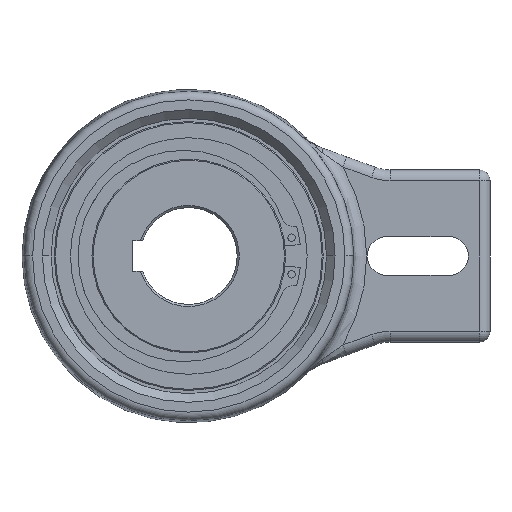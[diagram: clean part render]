
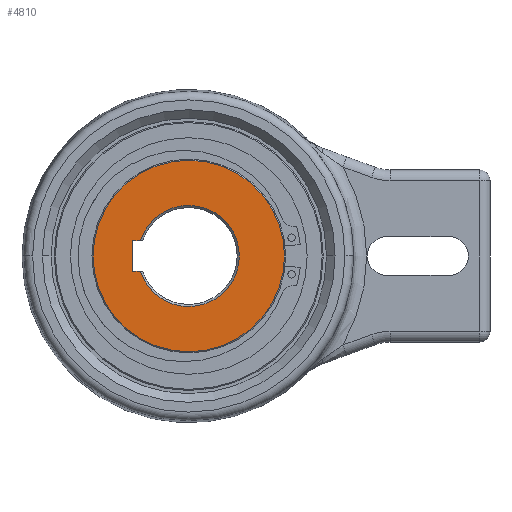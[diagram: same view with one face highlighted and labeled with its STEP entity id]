
A CAD part, left-side view. The second image highlights one B-rep face of the part: STEP entity #4810.
In plain terms, the highlighted planar face has unit normal (-1, 0, 0).
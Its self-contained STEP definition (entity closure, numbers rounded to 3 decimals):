
#2977=CARTESIAN_POINT('',(-27.,0.,0.));
#2978=DIRECTION('',(1.,0.,0.));
#2979=DIRECTION('',(0.,-1.,0.));
#2980=AXIS2_PLACEMENT_3D('',#2977,#2978,#2979);
#2982=CARTESIAN_POINT('',(-27.,0.,0.));
#2983=DIRECTION('',(1.,0.,0.));
#2984=DIRECTION('',(0.,0.,-1.));
#2985=AXIS2_PLACEMENT_3D('',#2982,#2983,#2984);
#2987=CARTESIAN_POINT('',(-27.,0.,0.));
#2988=DIRECTION('',(1.,0.,0.));
#2989=DIRECTION('',(0.,1.,0.));
#2990=AXIS2_PLACEMENT_3D('',#2987,#2988,#2989);
#2992=CARTESIAN_POINT('',(-27.,0.,0.));
#2993=DIRECTION('',(1.,0.,0.));
#2994=DIRECTION('',(0.,0.,1.));
#2995=AXIS2_PLACEMENT_3D('',#2992,#2993,#2994);
#2997=DIRECTION('',(0.,1.,0.));
#2998=VECTOR('',#2997,3.707);
#2999=CARTESIAN_POINT('',(-27.,22.433,7.));
#3000=LINE('',#2999,#2998);
#3001=CARTESIAN_POINT('',(-27.,26.14,6.84));
#3002=DIRECTION('',(-1.,0.,0.));
#3003=DIRECTION('',(0.,0.,1.));
#3004=AXIS2_PLACEMENT_3D('',#3001,#3002,#3003);
#3006=DIRECTION('',(0.,0.,-1.));
#3007=VECTOR('',#3006,13.68);
#3008=CARTESIAN_POINT('',(-27.,26.3,6.84));
#3009=LINE('',#3008,#3007);
#3010=CARTESIAN_POINT('',(-27.,26.14,-6.84));
#3011=DIRECTION('',(-1.,0.,0.));
#3012=DIRECTION('',(0.,1.,0.));
#3013=AXIS2_PLACEMENT_3D('',#3010,#3011,#3012);
#3015=DIRECTION('',(0.,-1.,0.));
#3016=VECTOR('',#3015,3.707);
#3017=CARTESIAN_POINT('',(-27.,26.14,-7.));
#3018=LINE('',#3017,#3016);
#3019=CARTESIAN_POINT('',(-27.,0.,0.));
#3020=DIRECTION('',(-1.,0.,0.));
#3021=DIRECTION('',(0.,0.955,-0.298));
#3022=AXIS2_PLACEMENT_3D('',#3019,#3020,#3021);
#3024=CARTESIAN_POINT('',(-27.,0.,0.));
#3025=DIRECTION('',(-1.,0.,0.));
#3026=DIRECTION('',(0.,0.,-1.));
#3027=AXIS2_PLACEMENT_3D('',#3024,#3025,#3026);
#3029=CARTESIAN_POINT('',(-27.,0.,0.));
#3030=DIRECTION('',(-1.,0.,0.));
#3031=DIRECTION('',(0.,0.,1.));
#3032=AXIS2_PLACEMENT_3D('',#3029,#3030,#3031);
#4491=CARTESIAN_POINT('',(-27.,0.,-44.5));
#4492=CARTESIAN_POINT('',(-27.,44.5,0.));
#4493=VERTEX_POINT('',#4491);
#4494=VERTEX_POINT('',#4492);
#4495=CARTESIAN_POINT('',(-27.,-44.5,0.));
#4496=VERTEX_POINT('',#4495);
#4497=CARTESIAN_POINT('',(-27.,0.,44.5));
#4498=VERTEX_POINT('',#4497);
#4499=CARTESIAN_POINT('',(-27.,22.433,7.));
#4500=CARTESIAN_POINT('',(-27.,26.14,7.));
#4501=VERTEX_POINT('',#4499);
#4502=VERTEX_POINT('',#4500);
#4503=CARTESIAN_POINT('',(-27.,26.3,6.84));
#4504=VERTEX_POINT('',#4503);
#4505=CARTESIAN_POINT('',(-27.,26.3,-6.84));
#4506=VERTEX_POINT('',#4505);
#4507=CARTESIAN_POINT('',(-27.,26.14,-7.));
#4508=VERTEX_POINT('',#4507);
#4509=CARTESIAN_POINT('',(-27.,22.433,-7.));
#4510=VERTEX_POINT('',#4509);
#4511=CARTESIAN_POINT('',(-27.,0.,23.5));
#4512=VERTEX_POINT('',#4511);
#4513=CARTESIAN_POINT('',(-27.,0.,-23.5));
#4514=VERTEX_POINT('',#4513);
#4777=CARTESIAN_POINT('',(-27.,0.,0.));
#4778=DIRECTION('',(1.,0.,0.));
#4779=DIRECTION('',(0.,-1.,0.));
#4780=AXIS2_PLACEMENT_3D('',#4777,#4778,#4779);
#4781=PLANE('',#4780);
#4783=ORIENTED_EDGE('',*,*,#4782,.T.);
#4785=ORIENTED_EDGE('',*,*,#4784,.T.);
#4787=ORIENTED_EDGE('',*,*,#4786,.T.);
#4789=ORIENTED_EDGE('',*,*,#4788,.T.);
#4790=EDGE_LOOP('',(#4783,#4785,#4787,#4789));
#4791=FACE_OUTER_BOUND('',#4790,.F.);
#4793=ORIENTED_EDGE('',*,*,#4792,.T.);
#4795=ORIENTED_EDGE('',*,*,#4794,.T.);
#4797=ORIENTED_EDGE('',*,*,#4796,.T.);
#4799=ORIENTED_EDGE('',*,*,#4798,.T.);
#4801=ORIENTED_EDGE('',*,*,#4800,.T.);
#4803=ORIENTED_EDGE('',*,*,#4802,.T.);
#4805=ORIENTED_EDGE('',*,*,#4804,.T.);
#4807=ORIENTED_EDGE('',*,*,#4806,.T.);
#4808=EDGE_LOOP('',(#4793,#4795,#4797,#4799,#4801,#4803,#4805,#4807));
#4809=FACE_BOUND('',#4808,.F.);
#2981=CIRCLE('',#2980,44.5);
#2986=CIRCLE('',#2985,44.5);
#2991=CIRCLE('',#2990,44.5);
#2996=CIRCLE('',#2995,44.5);
#3005=CIRCLE('',#3004,0.16);
#3014=CIRCLE('',#3013,0.16);
#3023=CIRCLE('',#3022,23.5);
#3028=CIRCLE('',#3027,23.5);
#3033=CIRCLE('',#3032,23.5);
#4782=EDGE_CURVE('',#4496,#4493,#2981,.T.);
#4784=EDGE_CURVE('',#4493,#4494,#2986,.T.);
#4786=EDGE_CURVE('',#4494,#4498,#2991,.T.);
#4788=EDGE_CURVE('',#4498,#4496,#2996,.T.);
#4792=EDGE_CURVE('',#4501,#4502,#3000,.T.);
#4794=EDGE_CURVE('',#4502,#4504,#3005,.T.);
#4796=EDGE_CURVE('',#4504,#4506,#3009,.T.);
#4798=EDGE_CURVE('',#4506,#4508,#3014,.T.);
#4800=EDGE_CURVE('',#4508,#4510,#3018,.T.);
#4802=EDGE_CURVE('',#4510,#4514,#3023,.T.);
#4804=EDGE_CURVE('',#4514,#4512,#3028,.T.);
#4806=EDGE_CURVE('',#4512,#4501,#3033,.T.);
#4810=ADVANCED_FACE('',(#4791,#4809),#4781,.F.);
